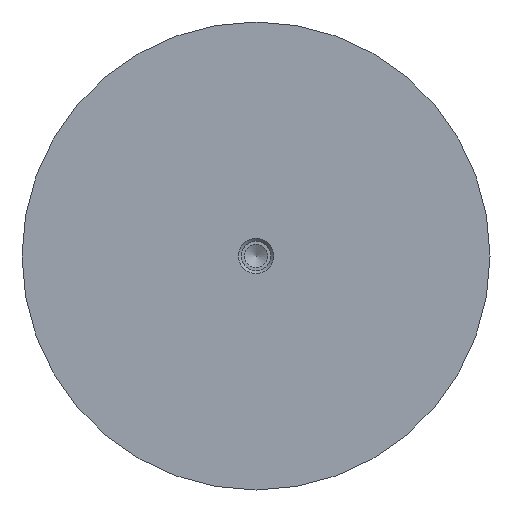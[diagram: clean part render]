
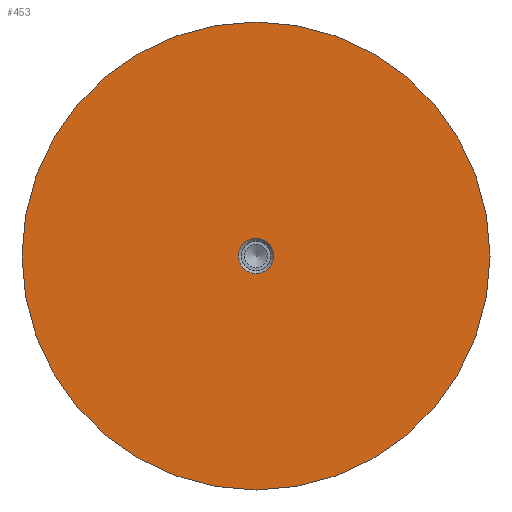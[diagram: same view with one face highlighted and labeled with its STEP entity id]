
A CAD part, front view. The second image highlights one B-rep face of the part: STEP entity #453.
In plain terms, the highlighted planar face has unit normal (0, -1, 0).
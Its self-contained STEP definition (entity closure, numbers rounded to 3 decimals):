
#15=FACE_BOUND('',#114,.T.);
#18=PLANE('',#518);
#88=FACE_OUTER_BOUND('',#113,.T.);
#113=EDGE_LOOP('',(#346,#347));
#114=EDGE_LOOP('',(#348,#349));
#152=CIRCLE('',#516,20.);
#153=CIRCLE('',#517,20.);
#154=CIRCLE('',#519,1.5);
#155=CIRCLE('',#520,1.5);
#200=VERTEX_POINT('',#784);
#201=VERTEX_POINT('',#785);
#202=VERTEX_POINT('',#790);
#203=VERTEX_POINT('',#791);
#256=EDGE_CURVE('',#200,#201,#152,.T.);
#257=EDGE_CURVE('',#201,#200,#153,.T.);
#259=EDGE_CURVE('',#202,#203,#154,.T.);
#260=EDGE_CURVE('',#203,#202,#155,.T.);
#346=ORIENTED_EDGE('',*,*,#256,.T.);
#347=ORIENTED_EDGE('',*,*,#257,.T.);
#348=ORIENTED_EDGE('',*,*,#259,.F.);
#349=ORIENTED_EDGE('',*,*,#260,.F.);
#453=ADVANCED_FACE('',(#88,#15),#18,.T.);
#516=AXIS2_PLACEMENT_3D('',#786,#622,#623);
#517=AXIS2_PLACEMENT_3D('',#787,#624,#625);
#518=AXIS2_PLACEMENT_3D('',#789,#627,#628);
#519=AXIS2_PLACEMENT_3D('',#792,#629,#630);
#520=AXIS2_PLACEMENT_3D('',#793,#631,#632);
#622=DIRECTION('center_axis',(0.,-1.,0.));
#623=DIRECTION('ref_axis',(1.,0.,0.));
#624=DIRECTION('center_axis',(0.,-1.,0.));
#625=DIRECTION('ref_axis',(1.,0.,0.));
#627=DIRECTION('center_axis',(0.,-1.,0.));
#628=DIRECTION('ref_axis',(0.,0.,-1.));
#629=DIRECTION('center_axis',(0.,-1.,0.));
#630=DIRECTION('ref_axis',(1.,0.,0.));
#631=DIRECTION('center_axis',(0.,-1.,0.));
#632=DIRECTION('ref_axis',(1.,0.,0.));
#784=CARTESIAN_POINT('',(0.,0.,-20.));
#785=CARTESIAN_POINT('',(0.,0.,20.));
#786=CARTESIAN_POINT('Origin',(0.,0.,0.));
#787=CARTESIAN_POINT('Origin',(0.,0.,0.));
#789=CARTESIAN_POINT('Origin',(0.,0.,-1.5));
#790=CARTESIAN_POINT('',(0.,0.,-1.5));
#791=CARTESIAN_POINT('',(0.,0.,1.5));
#792=CARTESIAN_POINT('Origin',(0.,0.,0.));
#793=CARTESIAN_POINT('Origin',(0.,0.,0.));
